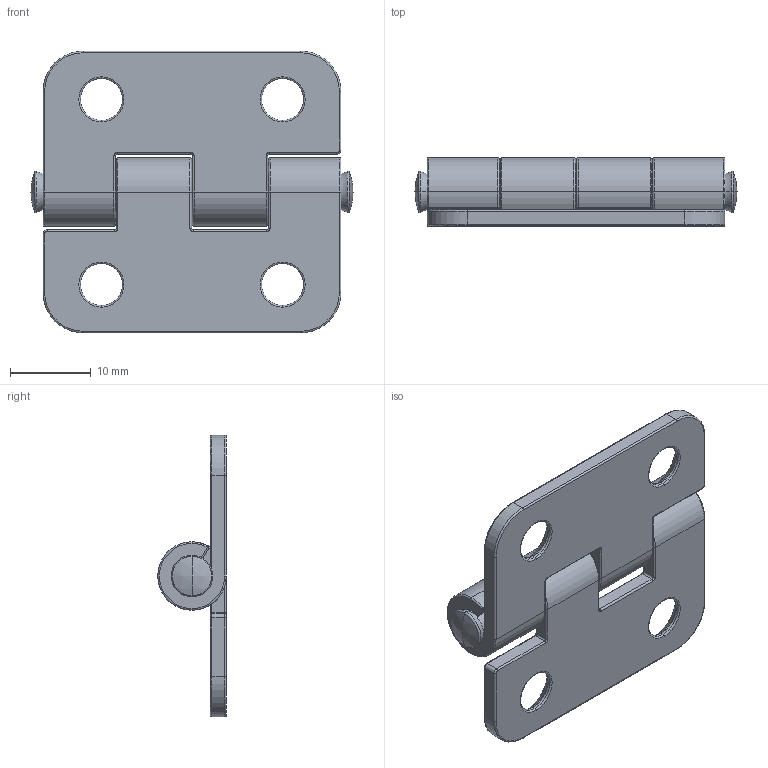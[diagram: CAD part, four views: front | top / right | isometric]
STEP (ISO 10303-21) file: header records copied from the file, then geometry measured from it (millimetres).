
FILE_DESCRIPTION (( 'STEP AP203' ), '1' );
FILE_NAME ('HGS-25301.STEP', '2017-08-07T06:25:38', ( '' ), ( '' ), 'SwSTEP 2.0', 'SolidWorks 2010', '' );
FILE_SCHEMA (( 'CONFIG_CONTROL_DESIGN' ));
Length unit declared in the file: millimetre
Products named in the file (3): 鉸鏈片; 插銷; HGS-25301
Assembly tree (3 placements, depth 2):
  HGS-25301
    鉸鏈片  x2
    插銷
Bounding box: 40 x 8.5 x 35 mm (x, y, z)
Volume: 3832.1 mm3; surface area: 4621 mm2
Topology: 3 solids, 3 shells, 258 faces, 578 edges, 318 vertices
Faces by surface type: torus 104, cylinder 98, sphere 24, plane 24, cone 8
Entity records: 4037 total; most frequent: DIRECTION 788, CARTESIAN_POINT 598, ORIENTED_EDGE 588, AXIS2_PLACEMENT_3D 352, EDGE_CURVE 294, CIRCLE 210, VERTEX_POINT 162, EDGE_LOOP 140
